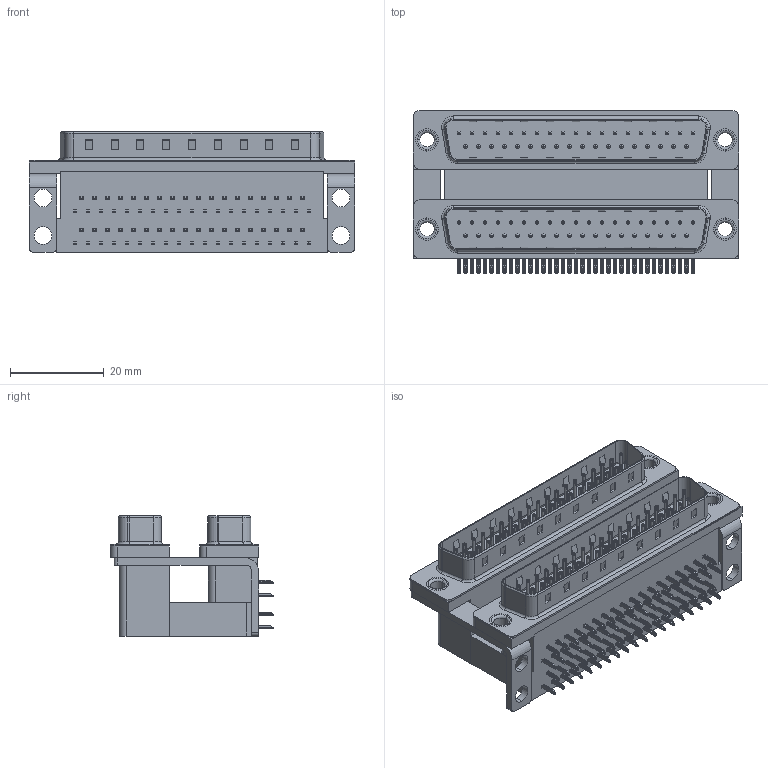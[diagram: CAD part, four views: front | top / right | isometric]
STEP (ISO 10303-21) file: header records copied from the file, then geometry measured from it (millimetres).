
FILE_DESCRIPTION (( 'STEP AP203' ), '1' );
FILE_NAME ('661-037-364-007.STEP', '2022-06-15T21:50:18', ( '' ), ( '' ), 'SwSTEP 2.0', 'SolidWorks 2020', '' );
FILE_SCHEMA (( 'CONFIG_CONTROL_DESIGN' ));
Length unit declared in the file: millimetre
Products named in the file (11): 661 Contact Top Upper_M; 661 Contact Bottom Lower; 661 Housing Lower_37 Contacts; 661 Thru Hole Rivet; 661 Housing Upper_37 Contacts M; 661 Contact Bottom Upper_M; 661 Contact Top Lower; 661 Mounting Bracket_NoneM; 661 Shell_37 Contacts; 661-037-364-007; 661 Housing Spacer_37 Contacts M
Assembly tree (85 placements, depth 2):
  661-037-364-007
    661 Housing Lower_37 Contacts
    661 Housing Spacer_37 Contacts M
    661 Housing Upper_37 Contacts M
    661 Shell_37 Contacts  x2
    661 Contact Bottom Lower  x18
    661 Contact Top Lower  x19
    661 Contact Bottom Upper_M  x18
    661 Contact Top Upper_M  x19
    661 Mounting Bracket_NoneM  x2
    661 Thru Hole Rivet  x4
Bounding box: 69.32 x 34.78 x 25.6 mm (x, y, z)
Volume: 29203.8 mm3; surface area: 29664.5 mm2
Topology: 85 solids, 85 shells, 6498 faces, 16100 edges, 9946 vertices
Faces by surface type: plane 4250, cylinder 1758, torus 490
Entity records: 48323 total; most frequent: CARTESIAN_POINT 7841, DIRECTION 7674, ORIENTED_EDGE 7524, EDGE_CURVE 3762, VECTOR 2990, LINE 2990, VERTEX_POINT 2445, AXIS2_PLACEMENT_3D 2342
